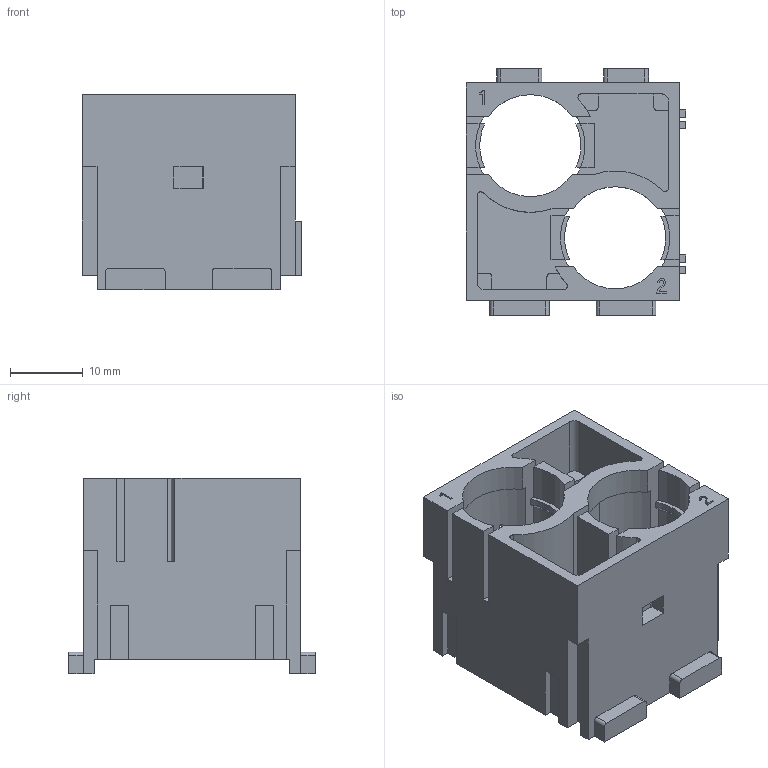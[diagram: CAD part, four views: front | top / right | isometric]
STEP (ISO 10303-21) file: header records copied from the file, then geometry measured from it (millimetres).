
FILE_DESCRIPTION(('Creo Elements/Direct Modeling STEP Export'),'2;1');
FILE_NAME('0ln7uvk5p74sath2508','2023-02-14T 9:49:23',(''),(''),'Creo Elements/Direct Modeling STEP processor for AP214 (Solid Model)','Creo Elements/Direct Modeling 20.1B 02-Apr-2019 (C) Parametric Technology GmbH','');
FILE_SCHEMA(('AUTOMOTIVE_DESIGN { 1 0 10303 214 1 1 1 1 }'));
Length unit declared in the file: millimetre
Products named in the file (2): CX 02 MPBF
Assembly tree (1 placements, depth 2):
  CX 02 MPBF
    CX 02 MPBF
Bounding box: 30.3 x 34 x 27 mm (x, y, z)
Volume: 7715.7 mm3; surface area: 9393.2 mm2
Topology: 1 solids, 1 shells, 337 faces, 1036 edges, 712 vertices
Faces by surface type: plane 275, cylinder 58, cone 4
Entity records: 14275 total; most frequent: CARTESIAN_POINT 2159, ORIENTED_EDGE 2072, DIRECTION 1806, EDGE_CURVE 1036, VECTOR 880, LINE 880, VERTEX_POINT 712, AXIS2_PLACEMENT_3D 463
